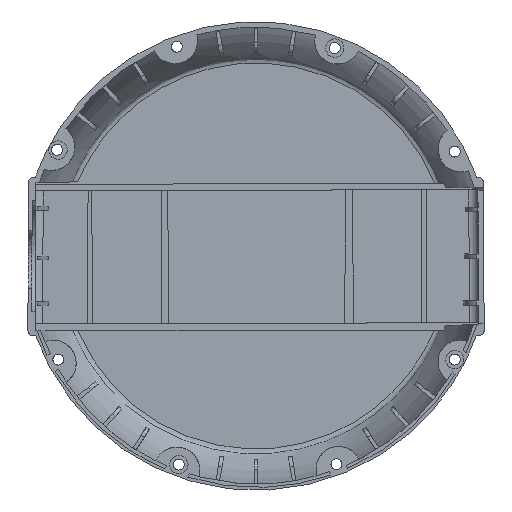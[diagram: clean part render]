
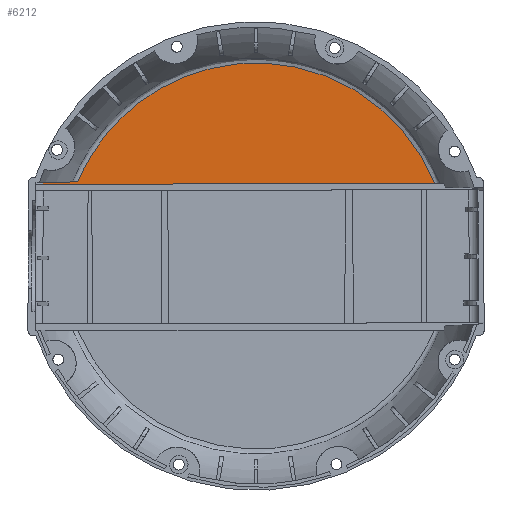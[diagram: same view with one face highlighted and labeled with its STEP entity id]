
A CAD part, front view. The second image highlights one B-rep face of the part: STEP entity #6212.
In plain terms, the highlighted free-form (B-spline) face has degree [1, 1] with [2, 2] control points.
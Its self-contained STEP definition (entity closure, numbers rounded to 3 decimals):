
#6212 = ADVANCED_FACE('',(#6213),#6244,.F.);
#6213 = FACE_BOUND('',#6214,.T.);
#6214 = EDGE_LOOP('',(#6215,#6224,#6232,#6239));
#6215 = ORIENTED_EDGE('',*,*,#6216,.F.);
#6216 = EDGE_CURVE('',#6217,#6219,#6221,.T.);
#6217 = VERTEX_POINT('',#6218);
#6218 = CARTESIAN_POINT('',(100.84,26.3,
    40.991));
#6219 = VERTEX_POINT('',#6220);
#6220 = CARTESIAN_POINT('',(-120.012,26.3,
    40.44));
#6221 = B_SPLINE_CURVE_WITH_KNOTS('',1,(#6222,#6223),.UNSPECIFIED.,.F.,
  .F.,(2,2),(23.52,236.899),.PIECEWISE_BEZIER_KNOTS.);
#6222 = CARTESIAN_POINT('',(100.84,26.3,
    40.991));
#6223 = CARTESIAN_POINT('',(-120.012,26.3,
    40.44));
#6224 = ORIENTED_EDGE('',*,*,#6225,.T.);
#6225 = EDGE_CURVE('',#6217,#6226,#6228,.T.);
#6226 = VERTEX_POINT('',#6227);
#6227 = CARTESIAN_POINT('',(-100.499,26.3,
    41.822));
#6228 = ( BOUNDED_CURVE() B_SPLINE_CURVE(2,(#6229,#6230,#6231),
.UNSPECIFIED.,.F.,.F.) B_SPLINE_CURVE_WITH_KNOTS((3,3),(1.957,
4.318),.PIECEWISE_BEZIER_KNOTS.) CURVE() 
GEOMETRIC_REPRESENTATION_ITEM() RATIONAL_B_SPLINE_CURVE((1.,
0.38,1.)) REPRESENTATION_ITEM('') );
#6229 = CARTESIAN_POINT('',(100.84,26.3,
    40.991));
#6230 = CARTESIAN_POINT('',(1.181,26.3,
    286.159));
#6231 = CARTESIAN_POINT('',(-100.499,26.3,
    41.822));
#6232 = ORIENTED_EDGE('',*,*,#6233,.T.);
#6233 = EDGE_CURVE('',#6226,#6234,#6236,.T.);
#6234 = VERTEX_POINT('',#6235);
#6235 = CARTESIAN_POINT('',(-120.007,26.3,
    41.508));
#6236 = B_SPLINE_CURVE_WITH_KNOTS('',1,(#6237,#6238),.UNSPECIFIED.,.F.,
  .F.,(2,2),(96.434,115.284),.PIECEWISE_BEZIER_KNOTS.);
#6237 = CARTESIAN_POINT('',(-100.499,26.3,
    41.822));
#6238 = CARTESIAN_POINT('',(-120.007,26.3,
    41.508));
#6239 = ORIENTED_EDGE('',*,*,#6240,.T.);
#6240 = EDGE_CURVE('',#6234,#6219,#6241,.T.);
#6241 = B_SPLINE_CURVE_WITH_KNOTS('',1,(#6242,#6243),.UNSPECIFIED.,.F.,
  .F.,(2,2),(2.833,3.865),.PIECEWISE_BEZIER_KNOTS.);
#6242 = CARTESIAN_POINT('',(-120.007,26.3,
    41.508));
#6243 = CARTESIAN_POINT('',(-120.012,26.3,
    40.44));
#6244 = B_SPLINE_SURFACE_WITH_KNOTS('',1,1,(
    (#6245,#6246)
    ,(#6247,#6248
    )),.UNSPECIFIED.,.F.,.F.,.F.,(2,2),(2,2),(-115.951,
    97.428),(-105.169,-39.071),
  .PIECEWISE_BEZIER_KNOTS.);
#6245 = CARTESIAN_POINT('',(-120.012,26.3,
    108.853));
#6246 = CARTESIAN_POINT('',(-120.012,26.3,
    40.44));
#6247 = CARTESIAN_POINT('',(100.84,26.3,
    108.853));
#6248 = CARTESIAN_POINT('',(100.84,26.3,
    40.44));
